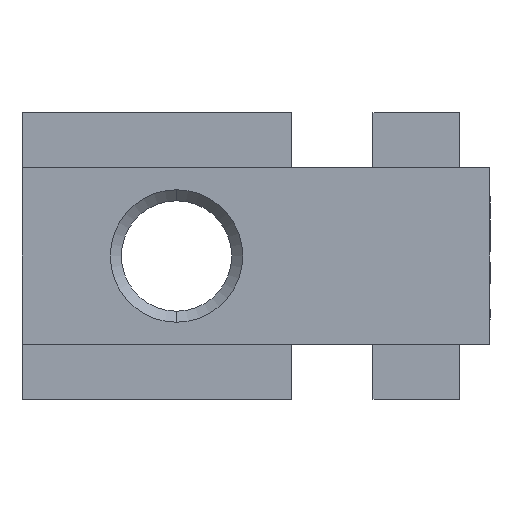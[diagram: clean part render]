
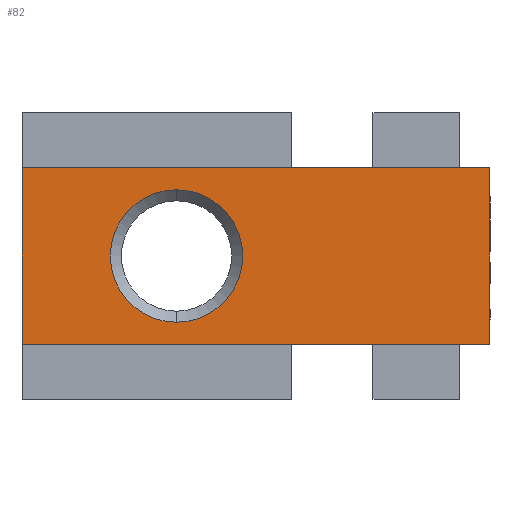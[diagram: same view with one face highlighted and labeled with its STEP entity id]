
A CAD part, left-side view. The second image highlights one B-rep face of the part: STEP entity #82.
In plain terms, the highlighted planar face has unit normal (-1, 0, 0).
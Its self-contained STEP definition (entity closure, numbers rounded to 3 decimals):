
#2 = ORIENTED_EDGE ( 'NONE', *, *, #37, .T. ) ;
#26 = DIRECTION ( 'NONE',  ( 0., 0., 1. ) ) ;
#37 = EDGE_CURVE ( 'NONE', #415, #495, #924, .T. ) ;
#41 = CARTESIAN_POINT ( 'NONE',  ( -14.906, -8.684, -5.351 ) ) ;
#54 = ORIENTED_EDGE ( 'NONE', *, *, #597, .F. ) ;
#64 = ORIENTED_EDGE ( 'NONE', *, *, #118, .F. ) ;
#70 = CARTESIAN_POINT ( 'NONE',  ( -14.906, 12.516, 2.649 ) ) ;
#82 = ADVANCED_FACE ( 'NONE', ( #385, #266 ), #1107, .T. ) ;
#102 = DIRECTION ( 'NONE',  ( 0., -1., 0. ) ) ;
#118 = EDGE_CURVE ( 'NONE', #1063, #876, #999, .T. ) ;
#125 = LINE ( 'NONE', #41, #411 ) ;
#183 = DIRECTION ( 'NONE',  ( 0., 0., 1. ) ) ;
#212 = EDGE_CURVE ( 'NONE', #876, #1063, #521, .T. ) ;
#225 = DIRECTION ( 'NONE',  ( 0., 0., 1. ) ) ;
#266 = FACE_OUTER_BOUND ( 'NONE', #870, .T. ) ;
#279 = DIRECTION ( 'NONE',  ( 0., 0., 1. ) ) ;
#357 = EDGE_LOOP ( 'NONE', ( #892, #64 ) ) ;
#363 = DIRECTION ( 'NONE',  ( -1., 0., 0. ) ) ;
#373 = CARTESIAN_POINT ( 'NONE',  ( -14.906, 12.516, -5.351 ) ) ;
#381 = CARTESIAN_POINT ( 'NONE',  ( -14.906, 12.516, -5.351 ) ) ;
#385 = FACE_BOUND ( 'NONE', #357, .T. ) ;
#411 = VECTOR ( 'NONE', #225, 1000. ) ;
#415 = VERTEX_POINT ( 'NONE', #651 ) ;
#442 = DIRECTION ( 'NONE',  ( 0., -1., 0. ) ) ;
#495 = VERTEX_POINT ( 'NONE', #910 ) ;
#521 = CIRCLE ( 'NONE', #731, 3. ) ;
#597 = EDGE_CURVE ( 'NONE', #415, #1055, #849, .T. ) ;
#611 = EDGE_CURVE ( 'NONE', #495, #1180, #125, .T. ) ;
#619 = LINE ( 'NONE', #70, #1151 ) ;
#645 = CARTESIAN_POINT ( 'NONE',  ( -14.906, 5.516, -1.351 ) ) ;
#651 = CARTESIAN_POINT ( 'NONE',  ( -14.906, 12.516, -5.351 ) ) ;
#670 = CARTESIAN_POINT ( 'NONE',  ( -14.906, 5.516, -1.351 ) ) ;
#686 = CARTESIAN_POINT ( 'NONE',  ( -14.906, 12.516, 2.649 ) ) ;
#726 = CARTESIAN_POINT ( 'NONE',  ( -14.906, -8.684, 2.649 ) ) ;
#731 = AXIS2_PLACEMENT_3D ( 'NONE', #670, #1141, #856 ) ;
#756 = CARTESIAN_POINT ( 'NONE',  ( -14.906, 12.516, -5.351 ) ) ;
#795 = VECTOR ( 'NONE', #26, 1000. ) ;
#826 = VECTOR ( 'NONE', #102, 1000. ) ;
#833 = CARTESIAN_POINT ( 'NONE',  ( -14.906, 5.516, 1.649 ) ) ;
#849 = LINE ( 'NONE', #756, #795 ) ;
#856 = DIRECTION ( 'NONE',  ( 0., 0., 1. ) ) ;
#870 = EDGE_LOOP ( 'NONE', ( #1144, #54, #2, #1161 ) ) ;
#876 = VERTEX_POINT ( 'NONE', #833 ) ;
#883 = AXIS2_PLACEMENT_3D ( 'NONE', #373, #363, #183 ) ;
#892 = ORIENTED_EDGE ( 'NONE', *, *, #212, .F. ) ;
#894 = CARTESIAN_POINT ( 'NONE',  ( -14.906, 5.516, -4.351 ) ) ;
#910 = CARTESIAN_POINT ( 'NONE',  ( -14.906, -8.684, -5.351 ) ) ;
#924 = LINE ( 'NONE', #381, #826 ) ;
#999 = CIRCLE ( 'NONE', #1034, 3. ) ;
#1008 = DIRECTION ( 'NONE',  ( -1., 0., 0. ) ) ;
#1034 = AXIS2_PLACEMENT_3D ( 'NONE', #645, #1008, #279 ) ;
#1055 = VERTEX_POINT ( 'NONE', #686 ) ;
#1063 = VERTEX_POINT ( 'NONE', #894 ) ;
#1076 = EDGE_CURVE ( 'NONE', #1055, #1180, #619, .T. ) ;
#1107 = PLANE ( 'NONE',  #883 ) ;
#1141 = DIRECTION ( 'NONE',  ( -1., 0., 0. ) ) ;
#1144 = ORIENTED_EDGE ( 'NONE', *, *, #1076, .F. ) ;
#1151 = VECTOR ( 'NONE', #442, 1000. ) ;
#1161 = ORIENTED_EDGE ( 'NONE', *, *, #611, .T. ) ;
#1180 = VERTEX_POINT ( 'NONE', #726 ) ;
